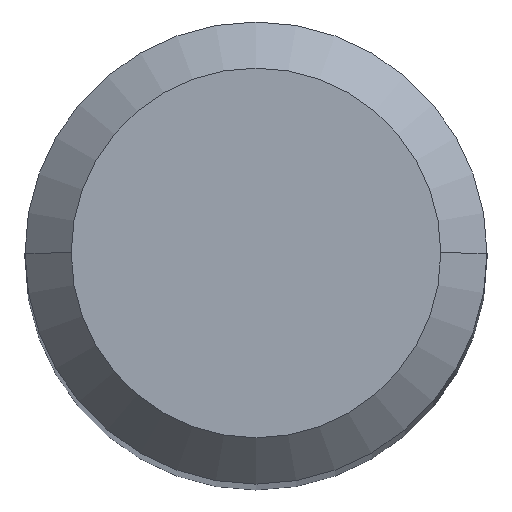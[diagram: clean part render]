
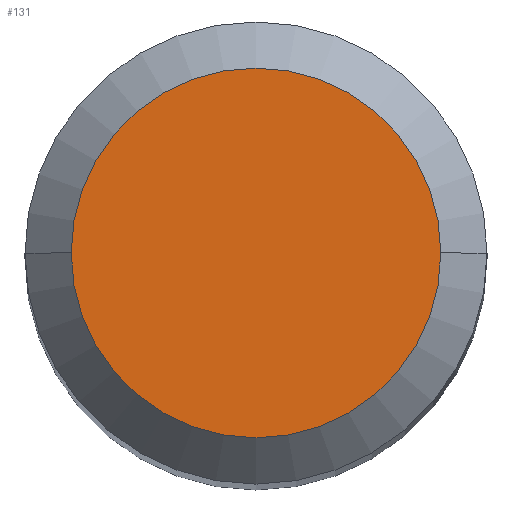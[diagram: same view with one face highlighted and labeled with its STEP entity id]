
A CAD part, top view. The second image highlights one B-rep face of the part: STEP entity #131.
In plain terms, the highlighted planar face has unit normal (0, 0, 1).
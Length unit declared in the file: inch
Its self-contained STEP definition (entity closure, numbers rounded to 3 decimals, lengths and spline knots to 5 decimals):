
#23 = CARTESIAN_POINT ( 'NONE',  ( 0., 0., 0. ) ) ;
#36 = FACE_OUTER_BOUND ( 'NONE', #268, .T. ) ;
#63 = DIRECTION ( 'NONE',  ( 0., 0., 1. ) ) ;
#75 = PLANE ( 'NONE',  #266 ) ;
#89 = DIRECTION ( 'NONE',  ( 1., 0., 0. ) ) ;
#118 = DIRECTION ( 'NONE',  ( 1., 0., 0. ) ) ;
#131 = ADVANCED_FACE ( 'NONE', ( #36 ), #75, .F. ) ;
#150 = VERTEX_POINT ( 'NONE', #280 ) ;
#151 = AXIS2_PLACEMENT_3D ( 'NONE', #192, #396, #118 ) ;
#192 = CARTESIAN_POINT ( 'NONE',  ( 0., 0., 0. ) ) ;
#215 = CARTESIAN_POINT ( 'NONE',  ( 0., 0., 0. ) ) ;
#225 = ORIENTED_EDGE ( 'NONE', *, *, #239, .T. ) ;
#237 = AXIS2_PLACEMENT_3D ( 'NONE', #23, #63, #89 ) ;
#239 = EDGE_CURVE ( 'NONE', #150, #411, #408, .T. ) ;
#266 = AXIS2_PLACEMENT_3D ( 'NONE', #215, #304, #416 ) ;
#268 = EDGE_LOOP ( 'NONE', ( #225, #269 ) ) ;
#269 = ORIENTED_EDGE ( 'NONE', *, *, #330, .T. ) ;
#280 = CARTESIAN_POINT ( 'NONE',  ( -0.05, 0., 0. ) ) ;
#292 = CIRCLE ( 'NONE', #237, 0.05 ) ;
#304 = DIRECTION ( 'NONE',  ( 0., 0., -1. ) ) ;
#330 = EDGE_CURVE ( 'NONE', #411, #150, #292, .T. ) ;
#396 = DIRECTION ( 'NONE',  ( 0., 0., 1. ) ) ;
#397 = CARTESIAN_POINT ( 'NONE',  ( 0.05, 0., 0. ) ) ;
#408 = CIRCLE ( 'NONE', #151, 0.05 ) ;
#411 = VERTEX_POINT ( 'NONE', #397 ) ;
#416 = DIRECTION ( 'NONE',  ( -1., 0., 0. ) ) ;
